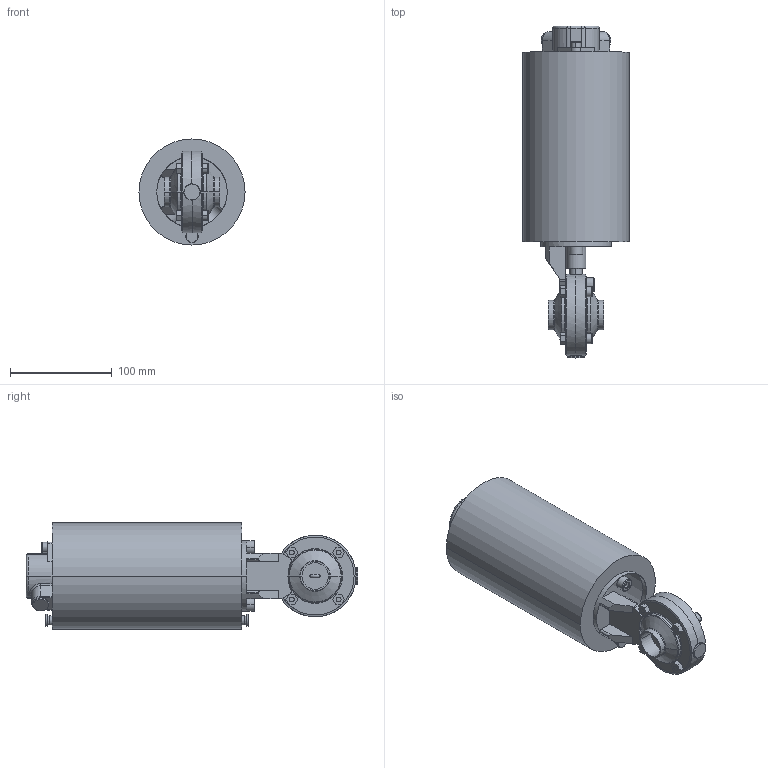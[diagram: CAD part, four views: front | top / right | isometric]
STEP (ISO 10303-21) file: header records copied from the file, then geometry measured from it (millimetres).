
FILE_DESCRIPTION(('OneSpaceDesigner STEP Export'),'2;1');
FILE_NAME('4501.025.XXX.stp','2010-01-26T 7:39:47',(''),(''),'OneSpace Designer STEP processor (Jan. 2003) for AP214(CD)(Solid Model)','OneSpace Designer 12.01F 09-Nov-2004 (C) CoCreate Software GmbH','');
FILE_SCHEMA(('AUTOMOTIVE_DESIGN_CC2 {1 2 10303 214 -1 1 5 1}'));
Length unit declared in the file: millimetre
Products named in the file (2): 4501.025.130-021_1; 4501.025.130-021
Assembly tree (1 placements, depth 2):
  4501.025.130-021
    4501.025.130-021_1
Bounding box: 104 x 325.48 x 104 mm (x, y, z)
Volume: 1812626.1 mm3; surface area: 122446.8 mm2
Topology: 1 solids, 1 shells, 433 faces, 961 edges, 567 vertices
Faces by surface type: plane 163, cylinder 109, cone 80, torus 71, bspline 6, sphere 2, extrusion 2
Entity records: 23132 total; most frequent: CARTESIAN_POINT 11285, ORIENTED_EDGE 1918, DIRECTION 1449, EDGE_CURVE 959, VERTEX_POINT 567, AXIS2_PLACEMENT_3D 528, EDGE_LOOP 476, COLOUR_RGB 434
